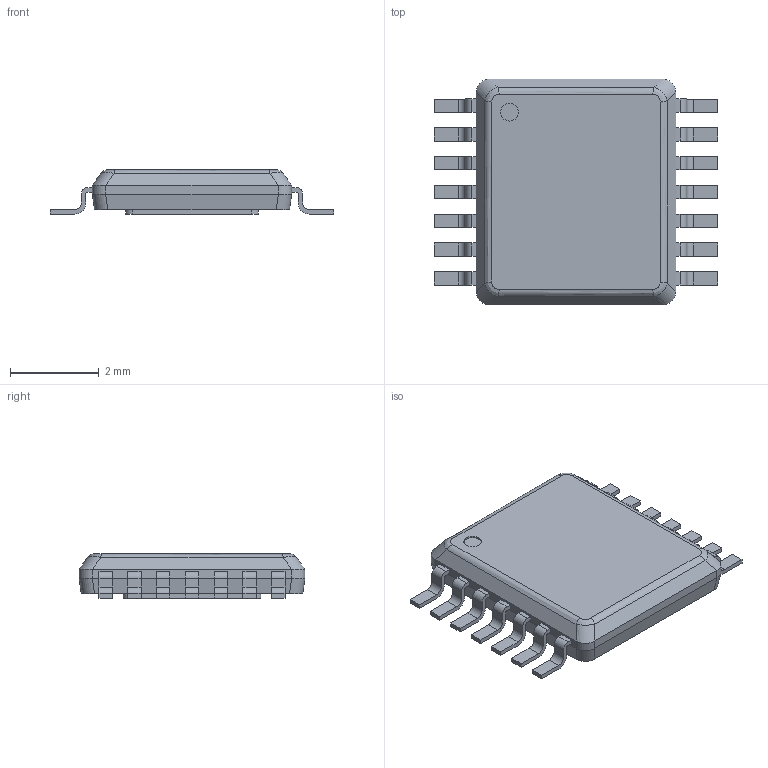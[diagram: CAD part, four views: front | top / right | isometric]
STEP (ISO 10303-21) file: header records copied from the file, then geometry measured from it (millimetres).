
FILE_DESCRIPTION(('FreeCAD Model'),'2;1');
FILE_NAME('Open CASCADE Shape Model','2021-06-17T12:15:22',( 'kicad StepUp'),('ksu MCAD'),'Open CASCADE STEP processor 7.5', 'FreeCAD','Unknown');
FILE_SCHEMA(('AUTOMOTIVE_DESIGN { 1 0 10303 214 1 1 1 1 }'));
Length unit declared in the file: millimetre
Products named in the file (1): Texas_HTSSOP-14-1EP_4.4x5mm_P0.65mm_EP3x3.1mm
Bounding box: 6.4 x 5.1 x 1 mm (x, y, z)
Volume: 21.1 mm3; surface area: 74 mm2
Topology: 1 solids, 1 shells, 227 faces, 603 edges, 394 vertices
Faces by surface type: plane 138, cylinder 65, bspline 24
Full cylindrical faces by diameter (mm): 0.4 x1
Entity records: 9149 total; most frequent: CARTESIAN_POINT 2192, ORIENTED_EDGE 1206, DIRECTION 1105, EDGE_CURVE 603, LINE 429, VECTOR 429, VERTEX_POINT 394, AXIS2_PLACEMENT_3D 338
